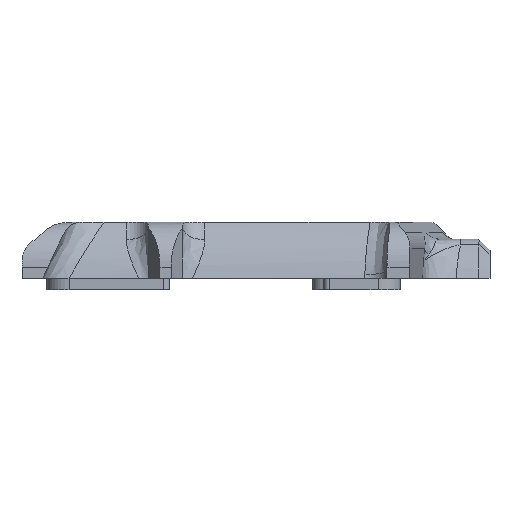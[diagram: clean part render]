
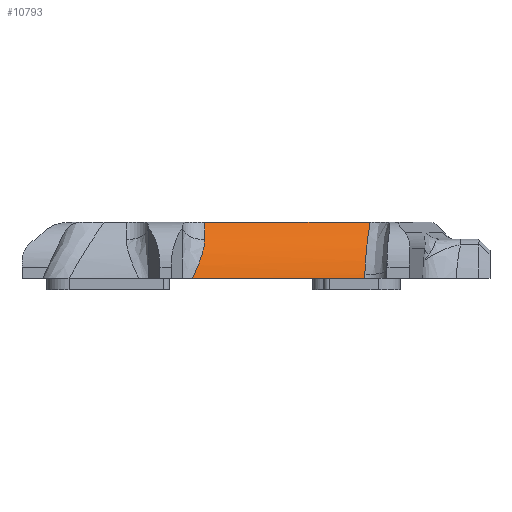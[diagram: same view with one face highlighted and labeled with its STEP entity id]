
A CAD part, left-side view. The second image highlights one B-rep face of the part: STEP entity #10793.
In plain terms, the highlighted cylindrical face has radius 18.19 mm (diameter 36.38 mm), a partial arc.
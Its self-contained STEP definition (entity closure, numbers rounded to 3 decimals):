
#855=CARTESIAN_POINT('',(-0.,35.,10.));
#856=VERTEX_POINT('',#855);
#882=CARTESIAN_POINT('',(-0.,5.424,10.));
#883=VERTEX_POINT('',#882);
#884=CARTESIAN_POINT('',(-0.,35.,10.));
#885=DIRECTION('',(0.,-1.,0.));
#886=VECTOR('',#885,29.576);
#887=LINE('',#884,#886);
#888=EDGE_CURVE('',#856,#883,#887,.T.);
#1396=CARTESIAN_POINT('',(-5.659,6.405,0.));
#1397=VERTEX_POINT('',#1396);
#1435=CARTESIAN_POINT('',(-5.659,37.224,0.));
#1436=VERTEX_POINT('',#1435);
#1437=CARTESIAN_POINT('',(-5.659,37.224,0.));
#1438=DIRECTION('',(0.,-1.,0.));
#1439=VECTOR('',#1438,30.819);
#1440=LINE('',#1437,#1439);
#1441=EDGE_CURVE('',#1436,#1397,#1440,.T.);
#10295=CARTESIAN_POINT('',(-2.721,35.,6.917));
#10296=VERTEX_POINT('',#10295);
#10297=CARTESIAN_POINT('',(-5.659,37.224,0.));
#10298=CARTESIAN_POINT('',(-5.542,36.937,0.595));
#10299=CARTESIAN_POINT('',(-5.396,36.662,1.186));
#10300=CARTESIAN_POINT('',(-5.218,36.407,1.773));
#10301=CARTESIAN_POINT('',(-5.04,36.152,2.361));
#10302=CARTESIAN_POINT('',(-4.83,35.916,2.946));
#10303=CARTESIAN_POINT('',(-4.586,35.71,3.529));
#10304=CARTESIAN_POINT('',(-4.464,35.607,3.821));
#10305=CARTESIAN_POINT('',(-4.332,35.511,4.113));
#10306=CARTESIAN_POINT('',(-4.193,35.426,4.402));
#10307=CARTESIAN_POINT('',(-4.054,35.34,4.691));
#10308=CARTESIAN_POINT('',(-3.906,35.265,4.976));
#10309=CARTESIAN_POINT('',(-3.751,35.203,5.258));
#10310=CARTESIAN_POINT('',(-3.441,35.077,5.823));
#10311=CARTESIAN_POINT('',(-3.099,35.,6.375));
#10312=CARTESIAN_POINT('',(-2.721,35.,6.917));
#10313=B_SPLINE_CURVE_WITH_KNOTS('',3,(#10297,#10298,#10299,#10300,#10301,#10302,#10303,#10304,#10305,#10306,#10307,#10308,#10309,#10310,#10311,#10312),.UNSPECIFIED.,.F.,.F.,(4,3,3,3,3,4),(0.008,0.01,0.013,0.014,0.015,0.018),.UNSPECIFIED.);
#10314=EDGE_CURVE('',#1436,#10296,#10313,.T.);
#10340=CARTESIAN_POINT('',(12.191,35.,-3.5));
#10341=DIRECTION('',(0.,1.,-0.));
#10342=DIRECTION('',(-1.,0.,0.));
#10343=AXIS2_PLACEMENT_3D('',#10340,#10341,#10342);
#10344=CIRCLE('',#10343,18.19);
#10345=EDGE_CURVE('',#10296,#856,#10344,.T.);
#10512=CARTESIAN_POINT('',(-5.503,6.383,0.717));
#10513=VERTEX_POINT('',#10512);
#10521=CARTESIAN_POINT('',(-5.503,6.383,0.717));
#10522=CARTESIAN_POINT('',(-5.56,6.393,0.479));
#10523=CARTESIAN_POINT('',(-5.612,6.4,0.24));
#10524=CARTESIAN_POINT('',(-5.659,6.405,0.));
#10525=B_SPLINE_CURVE_WITH_KNOTS('',3,(#10521,#10522,#10523,#10524),.UNSPECIFIED.,.F.,.F.,(4,4),(0.01,0.011),.UNSPECIFIED.);
#10526=EDGE_CURVE('',#10513,#1397,#10525,.T.);
#10714=CARTESIAN_POINT('',(12.191,3.299,-3.5));
#10715=DIRECTION('',(-0.172,-0.985,0.));
#10716=DIRECTION('',(0.985,-0.172,-0.));
#10717=AXIS2_PLACEMENT_3D('',#10714,#10715,#10716);
#10718=ELLIPSE('',#10717,18.464,18.19);
#10719=EDGE_CURVE('',#883,#10513,#10718,.T.);
#10780=CARTESIAN_POINT('',(12.191,68.,-3.5));
#10781=DIRECTION('',(0.,-1.,0.));
#10782=DIRECTION('',(-0.,-0.,-1.));
#10783=AXIS2_PLACEMENT_3D('',#10780,#10781,#10782);
#10784=CYLINDRICAL_SURFACE('',#10783,18.19);
#10785=ORIENTED_EDGE('',*,*,#1441,.T.);
#10786=ORIENTED_EDGE('',*,*,#10526,.F.);
#10787=ORIENTED_EDGE('',*,*,#10719,.F.);
#10788=ORIENTED_EDGE('',*,*,#888,.F.);
#10789=ORIENTED_EDGE('',*,*,#10345,.F.);
#10790=ORIENTED_EDGE('',*,*,#10314,.F.);
#10791=EDGE_LOOP('',(#10785,#10786,#10787,#10788,#10789,#10790));
#10792=FACE_BOUND('',#10791,.T.);
#10793=ADVANCED_FACE('',(#10792),#10784,.T.);
